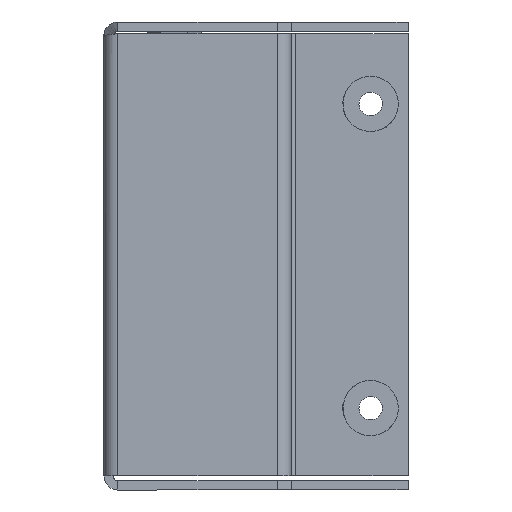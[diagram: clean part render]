
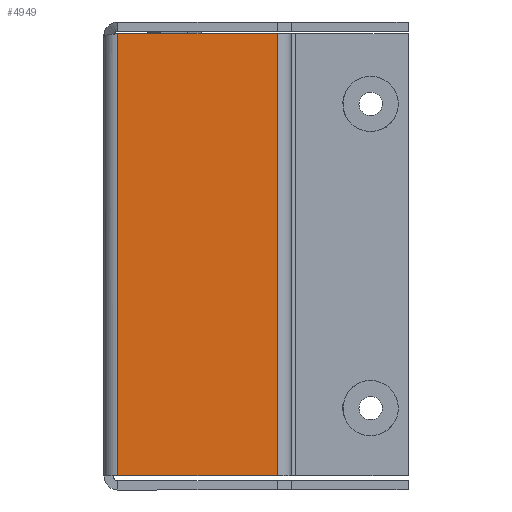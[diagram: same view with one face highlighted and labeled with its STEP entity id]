
A CAD part, left-side view. The second image highlights one B-rep face of the part: STEP entity #4949.
In plain terms, the highlighted planar face has unit normal (-1, 0, 0).
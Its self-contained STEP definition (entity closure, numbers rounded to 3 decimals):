
#57 = CARTESIAN_POINT ( 'NONE',  ( -136.5, 17., 1. ) ) ;
#131 = CARTESIAN_POINT ( 'NONE',  ( -136.5, -20., 1. ) ) ;
#214 = LINE ( 'NONE', #1872, #2845 ) ;
#411 = AXIS2_PLACEMENT_3D ( 'NONE', #1384, #1842, #5143 ) ;
#524 = VERTEX_POINT ( 'NONE', #5203 ) ;
#590 = FACE_OUTER_BOUND ( 'NONE', #3003, .T. ) ;
#679 = DIRECTION ( 'NONE',  ( 0., 0., 1. ) ) ;
#791 = LINE ( 'NONE', #893, #3085 ) ;
#893 = CARTESIAN_POINT ( 'NONE',  ( -136.5, 17., 98. ) ) ;
#971 = PLANE ( 'NONE',  #411 ) ;
#1246 = VERTEX_POINT ( 'NONE', #1396 ) ;
#1384 = CARTESIAN_POINT ( 'NONE',  ( -136.5, 0., 0. ) ) ;
#1396 = CARTESIAN_POINT ( 'NONE',  ( -136.5, -17., 95.5 ) ) ;
#1542 = ORIENTED_EDGE ( 'NONE', *, *, #3948, .T. ) ;
#1801 = CARTESIAN_POINT ( 'NONE',  ( -136.5, 17., 95.5 ) ) ;
#1842 = DIRECTION ( 'NONE',  ( 1., 0., 0. ) ) ;
#1872 = CARTESIAN_POINT ( 'NONE',  ( -136.5, -17., -471.5 ) ) ;
#1874 = VECTOR ( 'NONE', #2242, 1000. ) ;
#2242 = DIRECTION ( 'NONE',  ( 0., 1., 0. ) ) ;
#2381 = CARTESIAN_POINT ( 'NONE',  ( -136.5, 0., 95.5 ) ) ;
#2539 = VECTOR ( 'NONE', #2787, 1000. ) ;
#2787 = DIRECTION ( 'NONE',  ( 0., 1., 0. ) ) ;
#2845 = VECTOR ( 'NONE', #679, 1000. ) ;
#3003 = EDGE_LOOP ( 'NONE', ( #1542, #4259, #4374, #3276 ) ) ;
#3039 = EDGE_CURVE ( 'NONE', #1246, #3456, #4466, .T. ) ;
#3085 = VECTOR ( 'NONE', #3642, 1000. ) ;
#3276 = ORIENTED_EDGE ( 'NONE', *, *, #4675, .F. ) ;
#3456 = VERTEX_POINT ( 'NONE', #1801 ) ;
#3642 = DIRECTION ( 'NONE',  ( 0., 0., 1. ) ) ;
#3948 = EDGE_CURVE ( 'NONE', #524, #1246, #214, .T. ) ;
#4259 = ORIENTED_EDGE ( 'NONE', *, *, #3039, .T. ) ;
#4374 = ORIENTED_EDGE ( 'NONE', *, *, #4482, .F. ) ;
#4466 = LINE ( 'NONE', #2381, #2539 ) ;
#4482 = EDGE_CURVE ( 'NONE', #4500, #3456, #791, .T. ) ;
#4500 = VERTEX_POINT ( 'NONE', #57 ) ;
#4675 = EDGE_CURVE ( 'NONE', #524, #4500, #5166, .T. ) ;
#4949 = ADVANCED_FACE ( 'NONE', ( #590 ), #971, .F. ) ;
#5143 = DIRECTION ( 'NONE',  ( 0., 1., 0. ) ) ;
#5166 = LINE ( 'NONE', #131, #1874 ) ;
#5203 = CARTESIAN_POINT ( 'NONE',  ( -136.5, -17., 1. ) ) ;
